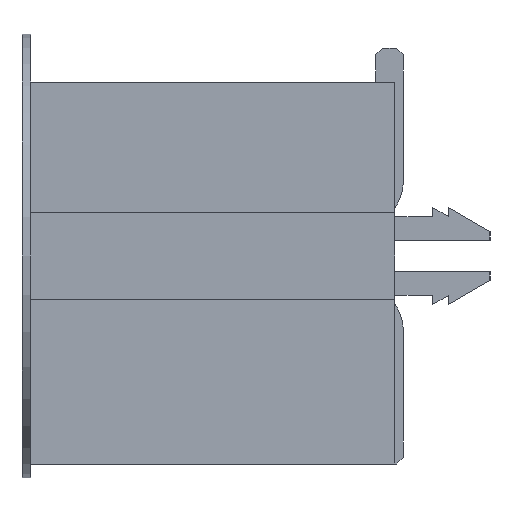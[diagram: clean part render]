
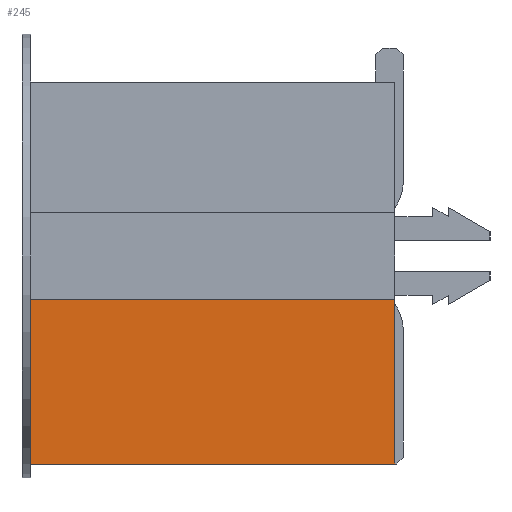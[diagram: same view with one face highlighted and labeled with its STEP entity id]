
A CAD part, left-side view. The second image highlights one B-rep face of the part: STEP entity #245.
In plain terms, the highlighted planar face has unit normal (-1, 0, 0).
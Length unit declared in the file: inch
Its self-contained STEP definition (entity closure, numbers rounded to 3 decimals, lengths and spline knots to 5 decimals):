
#245 = ADVANCED_FACE( '', ( #494 ), #495, .F. );
#494 = FACE_OUTER_BOUND( '', #986, .T. );
#495 = PLANE( '', #987 );
#986 = EDGE_LOOP( '', ( #1493, #1494, #1495, #1496 ) );
#987 = AXIS2_PLACEMENT_3D( '', #1497, #1498, #1499 );
#1493 = ORIENTED_EDGE( '', *, *, #3591, .F. );
#1494 = ORIENTED_EDGE( '', *, *, #3592, .T. );
#1495 = ORIENTED_EDGE( '', *, *, #3593, .T. );
#1496 = ORIENTED_EDGE( '', *, *, #3594, .T. );
#1497 = CARTESIAN_POINT( '', ( -0.25, 0.21, 0.1 ) );
#1498 = DIRECTION( '', ( 1., 0., 0. ) );
#1499 = DIRECTION( '', ( 0., 0., -1. ) );
#3591 = EDGE_CURVE( '', #4293, #4294, #4295, .T. );
#3592 = EDGE_CURVE( '', #4293, #4296, #4297, .T. );
#3593 = EDGE_CURVE( '', #4296, #4298, #4299, .T. );
#3594 = EDGE_CURVE( '', #4298, #4294, #4300, .T. );
#4293 = VERTEX_POINT( '', #5454 );
#4294 = VERTEX_POINT( '', #5455 );
#4295 = LINE( '', #5456, #5457 );
#4296 = VERTEX_POINT( '', #5458 );
#4297 = LINE( '', #5459, #5460 );
#4298 = VERTEX_POINT( '', #5461 );
#4299 = LINE( '', #5462, #5463 );
#4300 = LINE( '', #5464, #5465 );
#5454 = CARTESIAN_POINT( '', ( -0.25, 0., -0.025 ) );
#5455 = CARTESIAN_POINT( '', ( -0.25, 0., -0.12 ) );
#5456 = CARTESIAN_POINT( '', ( -0.25, 0., 0.1 ) );
#5457 = VECTOR( '', #7217, 39.37008 );
#5458 = CARTESIAN_POINT( '', ( -0.25, 0.21, -0.025 ) );
#5459 = CARTESIAN_POINT( '', ( -0.25, 0.21, -0.025 ) );
#5460 = VECTOR( '', #7218, 39.37008 );
#5461 = CARTESIAN_POINT( '', ( -0.25, 0.21, -0.12 ) );
#5462 = CARTESIAN_POINT( '', ( -0.25, 0.21, 0.1 ) );
#5463 = VECTOR( '', #7219, 39.37008 );
#5464 = CARTESIAN_POINT( '', ( -0.25, 0.21, -0.12 ) );
#5465 = VECTOR( '', #7220, 39.37008 );
#7217 = DIRECTION( '', ( 0., 0., -1. ) );
#7218 = DIRECTION( '', ( 0., 1., 0. ) );
#7219 = DIRECTION( '', ( 0., 0., -1. ) );
#7220 = DIRECTION( '', ( 0., -1., 0. ) );
